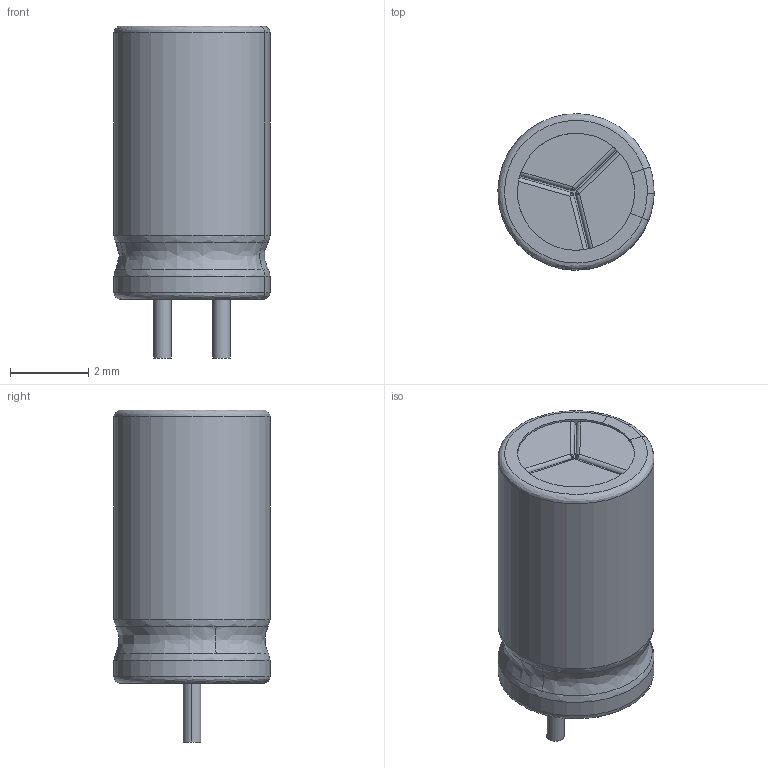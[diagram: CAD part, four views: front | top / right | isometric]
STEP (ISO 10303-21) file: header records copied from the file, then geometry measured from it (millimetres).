
FILE_DESCRIPTION(('FreeCAD Model'),'2;1');
FILE_NAME('ELEC_040_020.STEP', '2018-10-07T20:32:51',('Author'),(''), 'Open CASCADE STEP processor 7.2','FreeCAD','Unknown');
FILE_SCHEMA(('AUTOMOTIVE_DESIGN { 1 0 10303 214 1 1 1 1 }'));
Length unit declared in the file: millimetre
Products named in the file (6): User_Library_Cap_electrolitic_radial_4x7; User_Library-Cap_electrolitic_radial_4x7_Case; User_Library-Cap_electrolitic_radial_4x7_Minus; User_Library-Cap_electrolitic_radial_4x7_Top; User_Library-Cap_electrolitic_radial_4x7_Pins; User_Library-Cap_electrolitic_radial_4x7_Bottom
Assembly tree (5 placements, depth 2):
  User_Library_Cap_electrolitic_radial_4x7
    User_Library-Cap_electrolitic_radial_4x7_Case
    User_Library-Cap_electrolitic_radial_4x7_Minus
    User_Library-Cap_electrolitic_radial_4x7_Top
    User_Library-Cap_electrolitic_radial_4x7_Pins
    User_Library-Cap_electrolitic_radial_4x7_Bottom
Bounding box: 4 x 4 x 8.5 mm (x, y, z)
Volume: 44.8 mm3; surface area: 228.9 mm2
Topology: 7 solids, 7 shells, 69 faces, 215 edges, 298 vertices
Faces by surface type: cylinder 27, bspline 21, plane 21
Entity records: 8817 total; most frequent: CARTESIAN_POINT 4952, DIRECTION 555, ORIENTED_EDGE 322, PCURVE 322, DEFINITIONAL_REPRESENTATION 322, LINE 216, VECTOR 216, B_SPLINE_CURVE_WITH_KNOTS 169
